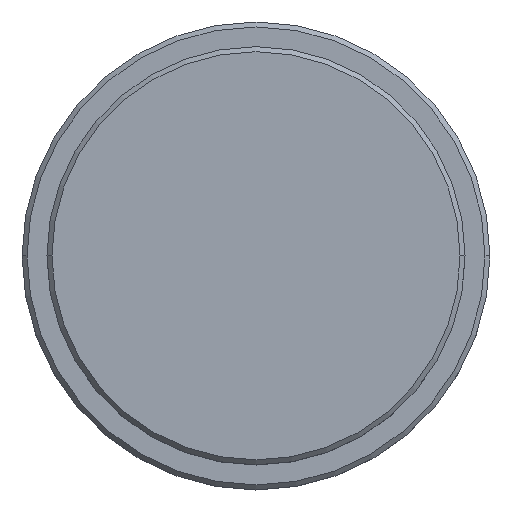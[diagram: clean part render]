
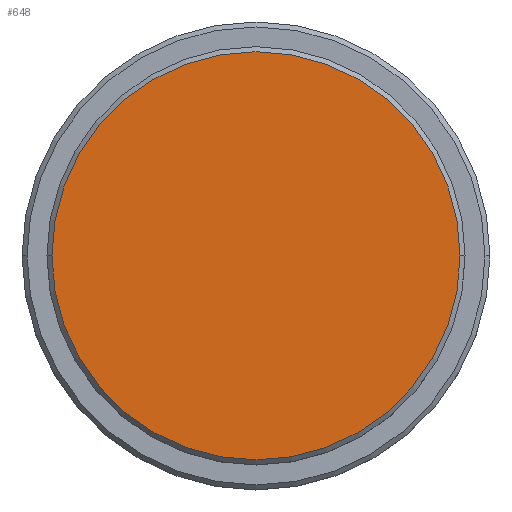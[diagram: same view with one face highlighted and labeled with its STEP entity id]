
A CAD part, top view. The second image highlights one B-rep face of the part: STEP entity #648.
In plain terms, the highlighted planar face has unit normal (0, 0, 1).
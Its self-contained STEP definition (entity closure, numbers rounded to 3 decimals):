
#188 = AXIS2_PLACEMENT_3D ( 'NONE', #894, #1014, #1250 ) ;
#196 = FACE_OUTER_BOUND ( 'NONE', #860, .T. ) ;
#220 = CARTESIAN_POINT ( 'NONE',  ( -20.5, 0., 0. ) ) ;
#404 = PLANE ( 'NONE',  #1029 ) ;
#429 = EDGE_CURVE ( 'NONE', #972, #485, #965, .T. ) ;
#485 = VERTEX_POINT ( 'NONE', #1063 ) ;
#648 = ADVANCED_FACE ( 'NONE', ( #196 ), #404, .T. ) ;
#732 = DIRECTION ( 'NONE',  ( 0., 0., 1. ) ) ;
#815 = DIRECTION ( 'NONE',  ( 1., 0., 0. ) ) ;
#845 = CARTESIAN_POINT ( 'NONE',  ( 0., 0., 0. ) ) ;
#860 = EDGE_LOOP ( 'NONE', ( #982, #1367 ) ) ;
#894 = CARTESIAN_POINT ( 'NONE',  ( 0., 0., 0. ) ) ;
#900 = EDGE_CURVE ( 'NONE', #485, #972, #1321, .T. ) ;
#925 = DIRECTION ( 'NONE',  ( 0., 0., 1. ) ) ;
#965 = CIRCLE ( 'NONE', #1083, 20.5 ) ;
#972 = VERTEX_POINT ( 'NONE', #220 ) ;
#982 = ORIENTED_EDGE ( 'NONE', *, *, #429, .T. ) ;
#1014 = DIRECTION ( 'NONE',  ( 0., 0., 1. ) ) ;
#1029 = AXIS2_PLACEMENT_3D ( 'NONE', #845, #925, #815 ) ;
#1063 = CARTESIAN_POINT ( 'NONE',  ( 20.5, 0., 0. ) ) ;
#1083 = AXIS2_PLACEMENT_3D ( 'NONE', #1192, #732, #1284 ) ;
#1192 = CARTESIAN_POINT ( 'NONE',  ( 0., 0., 0. ) ) ;
#1250 = DIRECTION ( 'NONE',  ( 1., 0., 0. ) ) ;
#1284 = DIRECTION ( 'NONE',  ( 1., 0., 0. ) ) ;
#1321 = CIRCLE ( 'NONE', #188, 20.5 ) ;
#1367 = ORIENTED_EDGE ( 'NONE', *, *, #900, .T. ) ;
